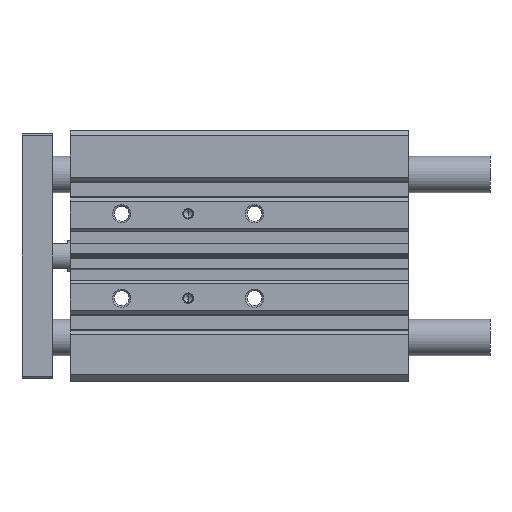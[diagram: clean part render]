
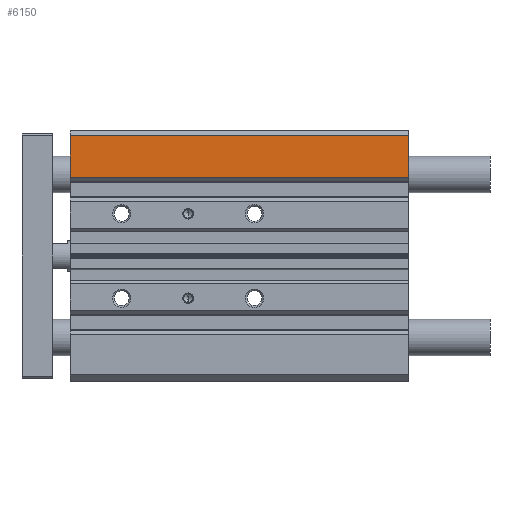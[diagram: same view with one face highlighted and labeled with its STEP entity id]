
A CAD part, front view. The second image highlights one B-rep face of the part: STEP entity #6150.
In plain terms, the highlighted planar face has unit normal (0, -1, 0).
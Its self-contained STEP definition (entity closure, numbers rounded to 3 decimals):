
#266 = DIRECTION ( 'NONE',  ( 0., -1., 0. ) ) ;
#615 = VERTEX_POINT ( 'NONE', #4184 ) ;
#676 = ORIENTED_EDGE ( 'NONE', *, *, #2686, .T. ) ;
#771 = CARTESIAN_POINT ( 'NONE',  ( 0., -18., 26. ) ) ;
#832 = CARTESIAN_POINT ( 'NONE',  ( 0., -18., 26. ) ) ;
#845 = CARTESIAN_POINT ( 'NONE',  ( 112., -18., 26. ) ) ;
#1006 = CARTESIAN_POINT ( 'NONE',  ( 0., -18., 26. ) ) ;
#1027 = LINE ( 'NONE', #832, #9570 ) ;
#1411 = DIRECTION ( 'NONE',  ( -1., 0., 0. ) ) ;
#2025 = VERTEX_POINT ( 'NONE', #3308 ) ;
#2686 = EDGE_CURVE ( 'NONE', #615, #7702, #12150, .T. ) ;
#3038 = VECTOR ( 'NONE', #1411, 1000. ) ;
#3083 = PLANE ( 'NONE',  #7631 ) ;
#3308 = CARTESIAN_POINT ( 'NONE',  ( 112., -18., 39.9 ) ) ;
#3590 = DIRECTION ( 'NONE',  ( 0., 0., -1. ) ) ;
#3607 = EDGE_CURVE ( 'NONE', #8547, #7702, #1027, .T. ) ;
#3906 = ORIENTED_EDGE ( 'NONE', *, *, #4505, .T. ) ;
#4015 = CARTESIAN_POINT ( 'NONE',  ( 0., -18., 26. ) ) ;
#4184 = CARTESIAN_POINT ( 'NONE',  ( 0., -18., 39.9 ) ) ;
#4329 = EDGE_CURVE ( 'NONE', #2025, #8547, #9279, .T. ) ;
#4505 = EDGE_CURVE ( 'NONE', #2025, #615, #5151, .T. ) ;
#4772 = DIRECTION ( 'NONE',  ( -1., 0., 0. ) ) ;
#5132 = DIRECTION ( 'NONE',  ( 0., 0., -1. ) ) ;
#5151 = LINE ( 'NONE', #6085, #3038 ) ;
#6085 = CARTESIAN_POINT ( 'NONE',  ( 0., -18., 39.9 ) ) ;
#6100 = ORIENTED_EDGE ( 'NONE', *, *, #4329, .F. ) ;
#6150 = ADVANCED_FACE ( 'NONE', ( #6940 ), #3083, .T. ) ;
#6717 = CARTESIAN_POINT ( 'NONE',  ( 112., -18., 0. ) ) ;
#6735 = EDGE_LOOP ( 'NONE', ( #676, #8577, #6100, #3906 ) ) ;
#6940 = FACE_OUTER_BOUND ( 'NONE', #6735, .T. ) ;
#7570 = VECTOR ( 'NONE', #3590, 1000. ) ;
#7631 = AXIS2_PLACEMENT_3D ( 'NONE', #4015, #266, #5132 ) ;
#7702 = VERTEX_POINT ( 'NONE', #1006 ) ;
#8547 = VERTEX_POINT ( 'NONE', #845 ) ;
#8577 = ORIENTED_EDGE ( 'NONE', *, *, #3607, .F. ) ;
#9279 = LINE ( 'NONE', #6717, #11552 ) ;
#9570 = VECTOR ( 'NONE', #4772, 1000. ) ;
#11552 = VECTOR ( 'NONE', #11658, 1000. ) ;
#11658 = DIRECTION ( 'NONE',  ( 0., 0., -1. ) ) ;
#12150 = LINE ( 'NONE', #771, #7570 ) ;
